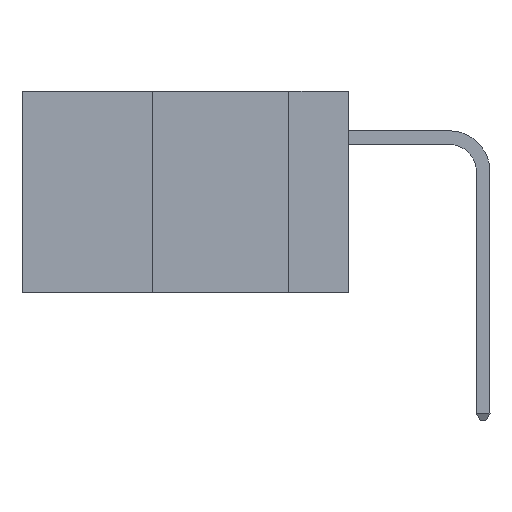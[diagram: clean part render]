
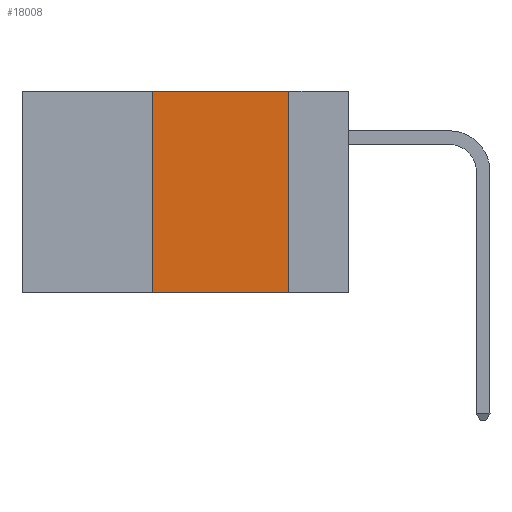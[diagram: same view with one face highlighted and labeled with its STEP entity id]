
A CAD part, left-side view. The second image highlights one B-rep face of the part: STEP entity #18008.
In plain terms, the highlighted planar face has unit normal (-1, 0, 0).
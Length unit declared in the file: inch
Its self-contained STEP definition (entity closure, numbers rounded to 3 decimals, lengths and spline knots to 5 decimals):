
#1670 = LINE ( 'NONE', #22532, #16788 ) ;
#2520 = VECTOR ( 'NONE', #16666, 39.37008 ) ;
#3743 = EDGE_LOOP ( 'NONE', ( #27296, #22879, #26379, #25833 ) ) ;
#4691 = DIRECTION ( 'NONE',  ( 0., -1., 0. ) ) ;
#5345 = VERTEX_POINT ( 'NONE', #5388 ) ;
#5388 = CARTESIAN_POINT ( 'NONE',  ( 0., 0.11, 0. ) ) ;
#6148 = LINE ( 'NONE', #19768, #2520 ) ;
#10463 = EDGE_CURVE ( 'NONE', #20599, #5345, #28332, .T. ) ;
#10983 = LINE ( 'NONE', #29283, #32325 ) ;
#14252 = FACE_OUTER_BOUND ( 'NONE', #3743, .T. ) ;
#14906 = EDGE_CURVE ( 'NONE', #5345, #21062, #10983, .T. ) ;
#16666 = DIRECTION ( 'NONE',  ( 0., 0., 1. ) ) ;
#16788 = VECTOR ( 'NONE', #20110, 39.37008 ) ;
#17581 = AXIS2_PLACEMENT_3D ( 'NONE', #19080, #27538, #22347 ) ;
#18008 = ADVANCED_FACE ( 'NONE', ( #14252 ), #24937, .F. ) ;
#18533 = CARTESIAN_POINT ( 'NONE',  ( 0., 0.36, 0. ) ) ;
#19080 = CARTESIAN_POINT ( 'NONE',  ( 0., 0.6, 0. ) ) ;
#19216 = CARTESIAN_POINT ( 'NONE',  ( 0., 0.36, -0.37 ) ) ;
#19768 = CARTESIAN_POINT ( 'NONE',  ( 0., 0.36, 0. ) ) ;
#20110 = DIRECTION ( 'NONE',  ( 0., -1., 0. ) ) ;
#20526 = VECTOR ( 'NONE', #4691, 39.37008 ) ;
#20599 = VERTEX_POINT ( 'NONE', #18533 ) ;
#21062 = VERTEX_POINT ( 'NONE', #32586 ) ;
#22347 = DIRECTION ( 'NONE',  ( 0., 0., -1. ) ) ;
#22532 = CARTESIAN_POINT ( 'NONE',  ( 0., 0.6, -0.37 ) ) ;
#22800 = CARTESIAN_POINT ( 'NONE',  ( 0., 0.6, 0. ) ) ;
#22879 = ORIENTED_EDGE ( 'NONE', *, *, #10463, .F. ) ;
#23556 = EDGE_CURVE ( 'NONE', #29106, #20599, #6148, .T. ) ;
#23613 = EDGE_CURVE ( 'NONE', #29106, #21062, #1670, .T. ) ;
#24937 = PLANE ( 'NONE',  #17581 ) ;
#25833 = ORIENTED_EDGE ( 'NONE', *, *, #23613, .T. ) ;
#26379 = ORIENTED_EDGE ( 'NONE', *, *, #23556, .F. ) ;
#27296 = ORIENTED_EDGE ( 'NONE', *, *, #14906, .F. ) ;
#27538 = DIRECTION ( 'NONE',  ( 1., 0., 0. ) ) ;
#28332 = LINE ( 'NONE', #22800, #20526 ) ;
#29106 = VERTEX_POINT ( 'NONE', #19216 ) ;
#29283 = CARTESIAN_POINT ( 'NONE',  ( 0., 0.11, 0. ) ) ;
#31874 = DIRECTION ( 'NONE',  ( 0., 0., -1. ) ) ;
#32325 = VECTOR ( 'NONE', #31874, 39.37008 ) ;
#32586 = CARTESIAN_POINT ( 'NONE',  ( 0., 0.11, -0.37 ) ) ;
